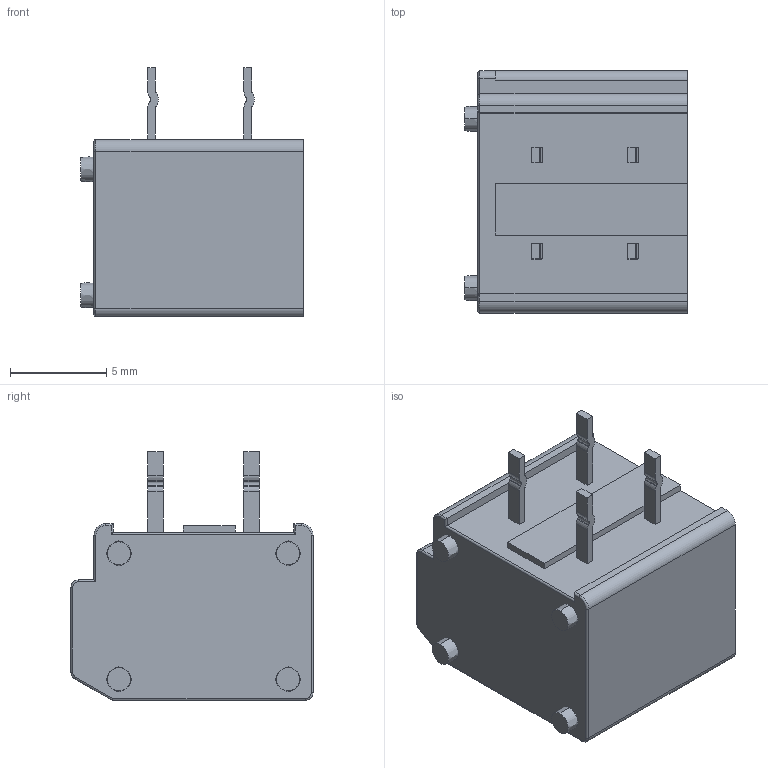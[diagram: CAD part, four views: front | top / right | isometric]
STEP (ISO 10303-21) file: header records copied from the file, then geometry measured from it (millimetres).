
FILE_DESCRIPTION((''),'2;1');
FILE_NAME('C-2834097-1','2017-02-24T',('workeradm'),('Tyco Electronics Ltd.'),'CREO PARAMETRIC BY PTC INC, 2016050','CREO PARAMETRIC BY PTC INC, 2016050','');
FILE_SCHEMA(('AUTOMOTIVE_DESIGN { 1 0 10303 214 1 1 1 1 }'));
Length unit declared in the file: millimetre
Products named in the file (1): C-2834097-1
Bounding box: 11.6 x 12.6 x 12.95 mm (x, y, z)
Volume: 1156.4 mm3; surface area: 758.6 mm2
Topology: 1 solids, 1 shells, 154 faces, 388 edges, 252 vertices
Faces by surface type: plane 83, cylinder 46, torus 13, bspline 8, cone 4
Entity records: 4899 total; most frequent: CARTESIAN_POINT 1066, DIRECTION 811, ORIENTED_EDGE 776, EDGE_CURVE 388, AXIS2_PLACEMENT_3D 283, VERTEX_POINT 252, VECTOR 245, LINE 245
